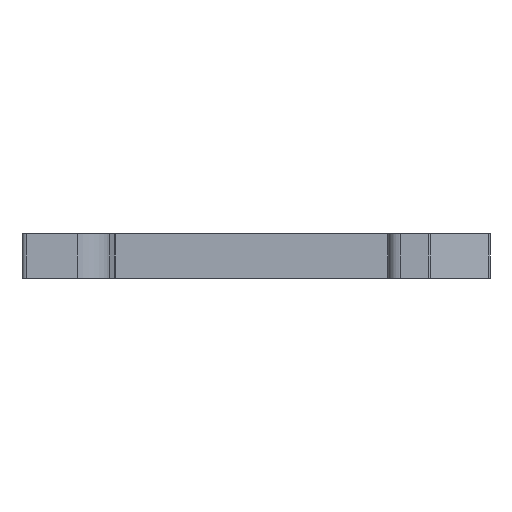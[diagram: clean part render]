
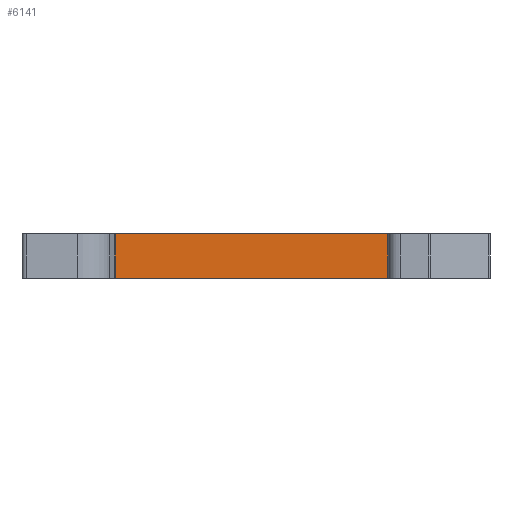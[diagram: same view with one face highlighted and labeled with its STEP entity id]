
A CAD part, front view. The second image highlights one B-rep face of the part: STEP entity #6141.
In plain terms, the highlighted planar face has unit normal (0, -1, 0).
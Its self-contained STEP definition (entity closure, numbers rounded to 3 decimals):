
#2262=DIRECTION('',(0.,0.,-1.));
#2263=VECTOR('',#2262,5.1);
#2264=CARTESIAN_POINT('',(-17.796,0.,0.));
#2265=LINE('',#2264,#2263);
#2266=DIRECTION('',(1.,0.,0.));
#2267=VECTOR('',#2266,35.346);
#2268=CARTESIAN_POINT('',(-17.796,0.,0.));
#2269=LINE('',#2268,#2267);
#2270=DIRECTION('',(-1.,0.,0.));
#2271=VECTOR('',#2270,35.346);
#2272=CARTESIAN_POINT('',(17.55,0.,-5.1));
#2273=LINE('',#2272,#2271);
#2278=DIRECTION('',(0.,0.,1.));
#2279=VECTOR('',#2278,5.1);
#2280=CARTESIAN_POINT('',(17.55,0.,-5.1));
#2281=LINE('',#2280,#2279);
#2974=CARTESIAN_POINT('',(17.55,0.,0.));
#2975=VERTEX_POINT('',#2974);
#2980=CARTESIAN_POINT('',(17.55,0.,-5.1));
#2981=VERTEX_POINT('',#2980);
#3018=CARTESIAN_POINT('',(-17.796,0.,-5.1));
#3019=VERTEX_POINT('',#3018);
#3028=CARTESIAN_POINT('',(-17.796,0.,0.));
#3029=VERTEX_POINT('',#3028);
#6129=CARTESIAN_POINT('',(-26.6,0.,0.));
#6130=DIRECTION('',(0.,-1.,0.));
#6131=DIRECTION('',(1.,0.,0.));
#6132=AXIS2_PLACEMENT_3D('',#6129,#6130,#6131);
#6133=PLANE('',#6132);
#6134=ORIENTED_EDGE('',*,*,#3105,.T.);
#6136=ORIENTED_EDGE('',*,*,#6135,.F.);
#6137=ORIENTED_EDGE('',*,*,#3623,.T.);
#6138=ORIENTED_EDGE('',*,*,#6123,.F.);
#6139=EDGE_LOOP('',(#6134,#6136,#6137,#6138));
#6140=FACE_OUTER_BOUND('',#6139,.F.);
#6141=ADVANCED_FACE('',(#6140),#6133,.T.);
#3105=EDGE_CURVE('',#3029,#2975,#2269,.T.);
#3623=EDGE_CURVE('',#2981,#3019,#2273,.T.);
#6123=EDGE_CURVE('',#3029,#3019,#2265,.T.);
#6135=EDGE_CURVE('',#2981,#2975,#2281,.T.);
